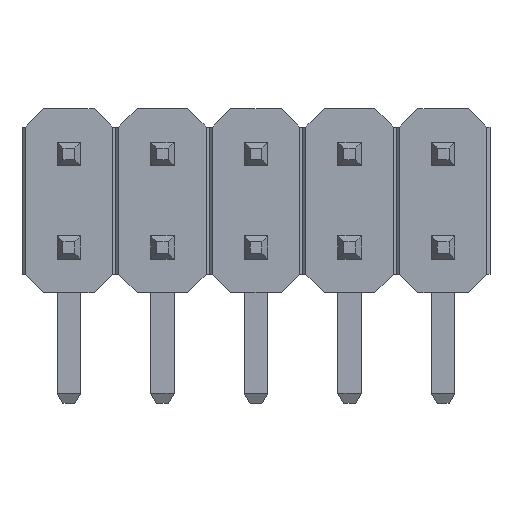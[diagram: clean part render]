
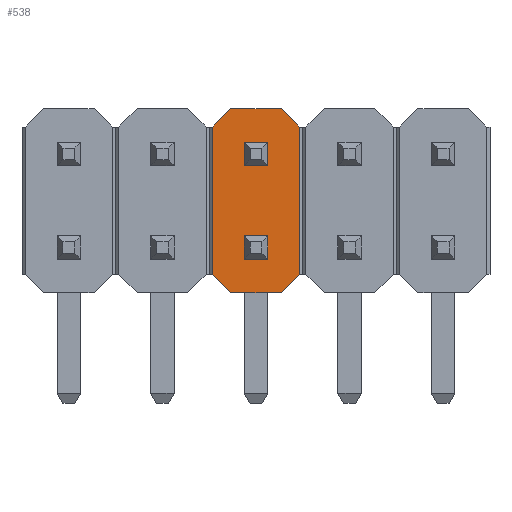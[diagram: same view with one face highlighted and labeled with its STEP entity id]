
A CAD part, front view. The second image highlights one B-rep face of the part: STEP entity #538.
In plain terms, the highlighted planar face has unit normal (0, -1, 0).
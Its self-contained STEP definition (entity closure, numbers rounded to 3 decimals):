
#538=ADVANCED_FACE('',(#1652),#1654,.F.);
#1652=FACE_BOUND('',#1653,.T.);
#1653=EDGE_LOOP('',(#2500,#2501,#2502,#2503,#2504,#2505,#2506,#2507));
#1654=PLANE('',#1655);
#1655=AXIS2_PLACEMENT_3D('',#1656,#1657,#1658);
#1656=CARTESIAN_POINT('',(2.54,-4.18,0.));
#1657=DIRECTION('',(-0.,1.,0.));
#1658=DIRECTION('',(1.,0.,0.));
#2500=ORIENTED_EDGE('',*,*,#2998,.T.);
#2501=ORIENTED_EDGE('',*,*,#3037,.F.);
#2502=ORIENTED_EDGE('',*,*,#3038,.F.);
#2503=ORIENTED_EDGE('',*,*,#3039,.F.);
#2504=ORIENTED_EDGE('',*,*,#3040,.T.);
#2505=ORIENTED_EDGE('',*,*,#3041,.F.);
#2506=ORIENTED_EDGE('',*,*,#3042,.F.);
#2507=ORIENTED_EDGE('',*,*,#3043,.F.);
#2998=EDGE_CURVE('',#3329,#3327,#3330,.T.);
#3037=EDGE_CURVE('',#3383,#3327,#3384,.T.);
#3038=EDGE_CURVE('',#3385,#3383,#3386,.T.);
#3039=EDGE_CURVE('',#3387,#3385,#3388,.T.);
#3040=EDGE_CURVE('',#3387,#3389,#3390,.T.);
#3041=EDGE_CURVE('',#3391,#3389,#3392,.T.);
#3042=EDGE_CURVE('',#3393,#3391,#3394,.T.);
#3043=EDGE_CURVE('',#3329,#3393,#3395,.T.);
#3327=VERTEX_POINT('',#3873);
#3329=VERTEX_POINT('',#3877);
#3330=LINE('',#3878,#3879);
#3383=VERTEX_POINT('',#4009);
#3384=LINE('',#4010,#4011);
#3385=VERTEX_POINT('',#4013);
#3386=LINE('',#4014,#4015);
#3387=VERTEX_POINT('',#4017);
#3388=LINE('',#4018,#4019);
#3389=VERTEX_POINT('',#4021);
#3390=LINE('',#4022,#4023);
#3391=VERTEX_POINT('',#4025);
#3392=LINE('',#4026,#4027);
#3393=VERTEX_POINT('',#4029);
#3394=LINE('',#4030,#4031);
#3395=LINE('',#4033,#4034);
#3873=CARTESIAN_POINT('',(6.265,-4.18,4.5));
#3877=CARTESIAN_POINT('',(6.265,-4.18,0.5));
#3878=CARTESIAN_POINT('',(6.265,-4.18,0.5));
#3879=VECTOR('',#3880,1.);
#3880=DIRECTION('',(0.,0.,1.));
#4009=CARTESIAN_POINT('',(5.765,-4.18,5.));
#4010=CARTESIAN_POINT('',(5.765,-4.18,5.));
#4011=VECTOR('',#4012,1.);
#4012=DIRECTION('',(0.707,0.,-0.707));
#4013=CARTESIAN_POINT('',(4.395,-4.18,5.));
#4014=CARTESIAN_POINT('',(4.395,-4.18,5.));
#4015=VECTOR('',#4016,1.);
#4016=DIRECTION('',(1.,0.,0.));
#4017=CARTESIAN_POINT('',(3.895,-4.18,4.5));
#4018=CARTESIAN_POINT('',(3.895,-4.18,4.5));
#4019=VECTOR('',#4020,1.);
#4020=DIRECTION('',(0.707,0.,0.707));
#4021=CARTESIAN_POINT('',(3.895,-4.18,0.5));
#4022=CARTESIAN_POINT('',(3.895,-4.18,4.5));
#4023=VECTOR('',#4024,1.);
#4024=DIRECTION('',(0.,0.,-1.));
#4025=CARTESIAN_POINT('',(4.395,-4.18,0.));
#4026=CARTESIAN_POINT('',(4.395,-4.18,0.));
#4027=VECTOR('',#4028,1.);
#4028=DIRECTION('',(-0.707,0.,0.707));
#4029=CARTESIAN_POINT('',(5.765,-4.18,0.));
#4030=CARTESIAN_POINT('',(5.765,-4.18,0.));
#4031=VECTOR('',#4032,1.);
#4032=DIRECTION('',(-1.,0.,0.));
#4033=CARTESIAN_POINT('',(6.265,-4.18,0.5));
#4034=VECTOR('',#4035,1.);
#4035=DIRECTION('',(-0.707,0.,-0.707));
